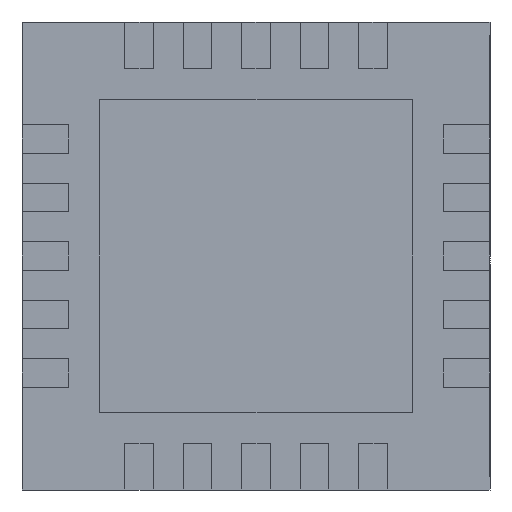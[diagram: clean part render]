
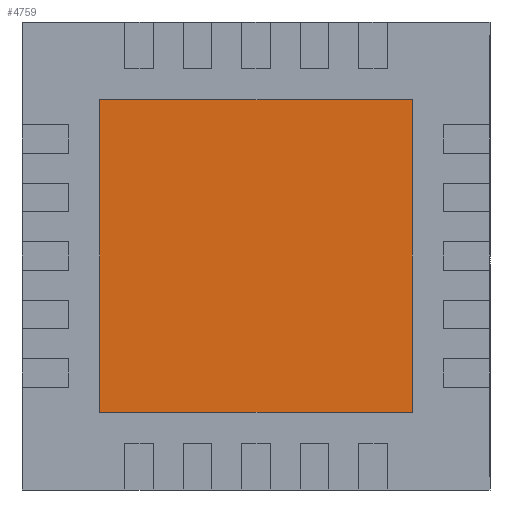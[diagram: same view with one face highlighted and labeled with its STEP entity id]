
A CAD part, front view. The second image highlights one B-rep face of the part: STEP entity #4759.
In plain terms, the highlighted planar face has unit normal (0, -1, 0).
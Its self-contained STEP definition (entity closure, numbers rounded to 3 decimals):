
#272 = VECTOR ( 'NONE', #1305, 1000. ) ;
#297 = VECTOR ( 'NONE', #5351, 1000. ) ;
#313 = EDGE_CURVE ( 'NONE', #678, #2129, #6397, .T. ) ;
#320 = CARTESIAN_POINT ( 'NONE',  ( 1.335, 0., 1.335 ) ) ;
#360 = DIRECTION ( 'NONE',  ( 0., -1., 0. ) ) ;
#369 = CARTESIAN_POINT ( 'NONE',  ( 1.335, 0., 1.335 ) ) ;
#512 = ORIENTED_EDGE ( 'NONE', *, *, #810, .T. ) ;
#678 = VERTEX_POINT ( 'NONE', #6414 ) ;
#810 = EDGE_CURVE ( 'NONE', #1658, #678, #5313, .T. ) ;
#813 = FACE_OUTER_BOUND ( 'NONE', #5678, .T. ) ;
#817 = CARTESIAN_POINT ( 'NONE',  ( -1.335, 0., -1.335 ) ) ;
#1063 = AXIS2_PLACEMENT_3D ( 'NONE', #4839, #360, #4363 ) ;
#1286 = CARTESIAN_POINT ( 'NONE',  ( -1.335, 0., 1.335 ) ) ;
#1305 = DIRECTION ( 'NONE',  ( 0., 0., -1. ) ) ;
#1398 = VECTOR ( 'NONE', #6110, 1000. ) ;
#1431 = LINE ( 'NONE', #817, #272 ) ;
#1658 = VERTEX_POINT ( 'NONE', #2056 ) ;
#2042 = DIRECTION ( 'NONE',  ( 1., 0., 0. ) ) ;
#2056 = CARTESIAN_POINT ( 'NONE',  ( -1.335, 0., -1.335 ) ) ;
#2129 = VERTEX_POINT ( 'NONE', #369 ) ;
#2548 = CARTESIAN_POINT ( 'NONE',  ( 1.335, 0., -1.335 ) ) ;
#3439 = EDGE_CURVE ( 'NONE', #2129, #6337, #4052, .T. ) ;
#3608 = ORIENTED_EDGE ( 'NONE', *, *, #313, .T. ) ;
#4052 = LINE ( 'NONE', #320, #297 ) ;
#4348 = PLANE ( 'NONE',  #1063 ) ;
#4363 = DIRECTION ( 'NONE',  ( 0., 0., -1. ) ) ;
#4471 = VECTOR ( 'NONE', #2042, 1000. ) ;
#4591 = EDGE_CURVE ( 'NONE', #6337, #1658, #1431, .T. ) ;
#4682 = CARTESIAN_POINT ( 'NONE',  ( 1.335, 0., -1.335 ) ) ;
#4759 = ADVANCED_FACE ( 'NONE', ( #813 ), #4348, .T. ) ;
#4839 = CARTESIAN_POINT ( 'NONE',  ( 0., 0., 0. ) ) ;
#5313 = LINE ( 'NONE', #2548, #4471 ) ;
#5351 = DIRECTION ( 'NONE',  ( -1., 0., 0. ) ) ;
#5523 = ORIENTED_EDGE ( 'NONE', *, *, #4591, .T. ) ;
#5678 = EDGE_LOOP ( 'NONE', ( #5523, #512, #3608, #6140 ) ) ;
#6110 = DIRECTION ( 'NONE',  ( 0., 0., 1. ) ) ;
#6140 = ORIENTED_EDGE ( 'NONE', *, *, #3439, .T. ) ;
#6337 = VERTEX_POINT ( 'NONE', #1286 ) ;
#6397 = LINE ( 'NONE', #4682, #1398 ) ;
#6414 = CARTESIAN_POINT ( 'NONE',  ( 1.335, 0., -1.335 ) ) ;
